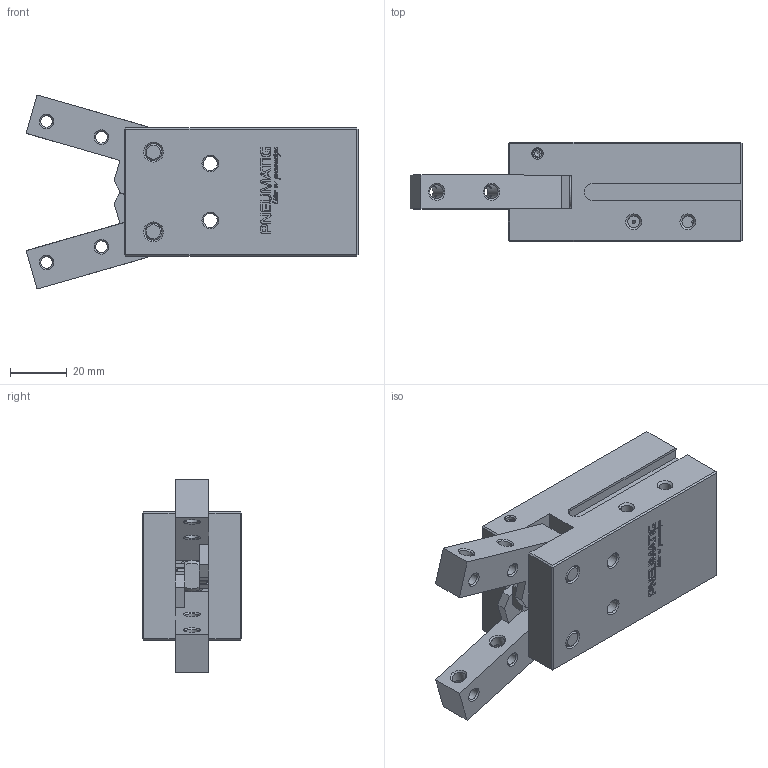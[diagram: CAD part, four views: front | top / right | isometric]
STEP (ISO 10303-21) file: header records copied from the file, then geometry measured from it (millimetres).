
FILE_DESCRIPTION(/* description */ (''),/* implementation_level */ '2;1');
FILE_NAME(/* name */ 'C-V-32-NAM.stp',/* time_stamp */ '2017-02-17T14:43:55+01:00',/* author */ (''),/* organization */ (''),/* preprocessor_version */ 'ST-DEVELOPER v15.2',/* originating_system */ 'Autodesk Translator Framework v2.0.0.5431',/* authorisation */ '');
FILE_SCHEMA (('AUTOMOTIVE_DESIGN { 1 0 10303 214 3 1 1 }'));
Products named in the file (1): (Unsaved)
Bounding box: 116.52 x 35 x 68.08 mm (x, y, z)
Volume: 116722.4 mm3; surface area: 46276.9 mm2
Topology: 2 solids, 16 shells, 1537 faces, 4140 edges, 2671 vertices
Faces by surface type: bspline 769, plane 519, cone 110, cylinder 99, torus 40
Full cylindrical faces by diameter (mm): 1.2 x2, 2.5 x2, 3.242 x4, 4.134 x10, 4.917 x9, 5 x2, 5.5 x2, 6 x9, 8.5 x1, 8.6 x1, 10 x1, 11 x3, 12 x6, 17.5 x2, 20 x2, 21.9 x1, 22.2 x1, 23.8 x2, 24.624 x2, 25 x1, 29.4 x1, 30 x2, 31.1 x1, 31.2 x3, 31.5 x3, 32.3 x2, 32.4 x2
Entity records: 53990 total; most frequent: CARTESIAN_POINT 21938, ORIENTED_EDGE 7742, DIRECTION 4136, EDGE_CURVE 3851, VERTEX_POINT 2601, LINE 1900, VECTOR 1900, EDGE_LOOP 1882
